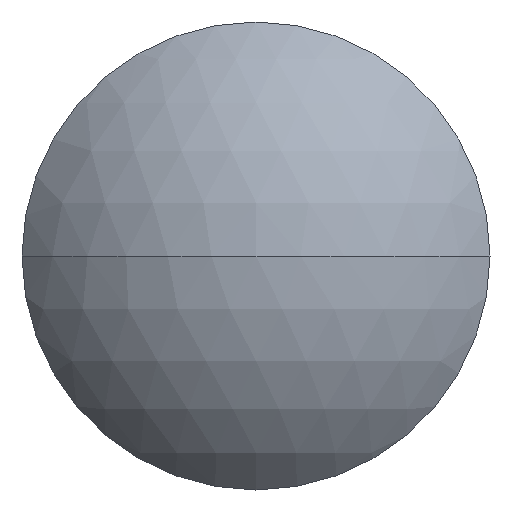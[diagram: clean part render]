
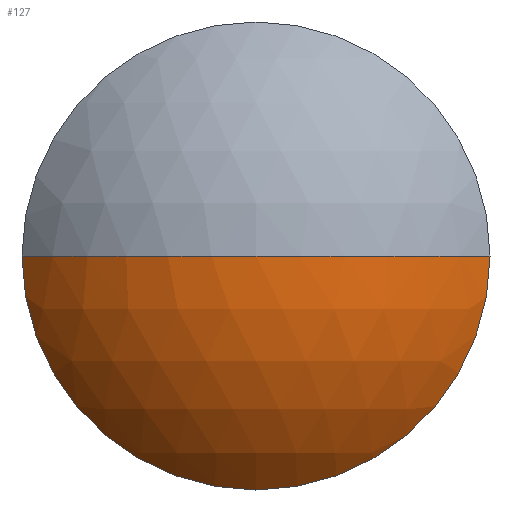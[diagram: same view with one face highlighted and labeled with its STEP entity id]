
A CAD part, left-side view. The second image highlights one B-rep face of the part: STEP entity #127.
In plain terms, the highlighted spherical face has radius 38.596 mm.
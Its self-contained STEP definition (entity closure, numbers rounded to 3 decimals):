
#16 = CARTESIAN_POINT ( 'NONE',  ( -17.5, 0., 0. ) ) ;
#17 = DIRECTION ( 'NONE',  ( 0., 1., 0. ) ) ;
#19 = AXIS2_PLACEMENT_3D ( 'NONE', #263, #315, #603 ) ;
#63 = AXIS2_PLACEMENT_3D ( 'NONE', #256, #523, #521 ) ;
#70 = SPHERICAL_SURFACE ( 'NONE', #380, 38.596 ) ;
#77 = ORIENTED_EDGE ( 'NONE', *, *, #487, .T. ) ;
#96 = CIRCLE ( 'NONE', #19, 38.596 ) ;
#115 = DIRECTION ( 'NONE',  ( 0., 0., -1. ) ) ;
#123 = CIRCLE ( 'NONE', #455, 38.596 ) ;
#127 = ADVANCED_FACE ( 'NONE', ( #211 ), #70, .T. ) ;
#152 = CARTESIAN_POINT ( 'NONE',  ( -3., -30.15, 0. ) ) ;
#182 = VERTEX_POINT ( 'NONE', #152 ) ;
#191 = DIRECTION ( 'NONE',  ( 0., 0., 1. ) ) ;
#209 = EDGE_CURVE ( 'NONE', #577, #592, #96, .T. ) ;
#211 = FACE_OUTER_BOUND ( 'NONE', #379, .T. ) ;
#216 = DIRECTION ( 'NONE',  ( 0., 0., -1. ) ) ;
#231 = EDGE_CURVE ( 'NONE', #182, #592, #123, .T. ) ;
#252 = ORIENTED_EDGE ( 'NONE', *, *, #231, .T. ) ;
#256 = CARTESIAN_POINT ( 'NONE',  ( -3., 0., 0. ) ) ;
#263 = CARTESIAN_POINT ( 'NONE',  ( 21.096, 0., 0. ) ) ;
#276 = DIRECTION ( 'NONE',  ( -1., 0., 0. ) ) ;
#283 = CARTESIAN_POINT ( 'NONE',  ( -3., 0., 0. ) ) ;
#308 = ORIENTED_EDGE ( 'NONE', *, *, #571, .T. ) ;
#310 = CARTESIAN_POINT ( 'NONE',  ( 21.096, 0., 0. ) ) ;
#315 = DIRECTION ( 'NONE',  ( 0., 0., 1. ) ) ;
#333 = AXIS2_PLACEMENT_3D ( 'NONE', #283, #276, #191 ) ;
#356 = DIRECTION ( 'NONE',  ( 0., 1., 0. ) ) ;
#379 = EDGE_LOOP ( 'NONE', ( #77, #308, #252, #464 ) ) ;
#380 = AXIS2_PLACEMENT_3D ( 'NONE', #310, #115, #17 ) ;
#384 = CARTESIAN_POINT ( 'NONE',  ( -3., 0., -30.15 ) ) ;
#455 = AXIS2_PLACEMENT_3D ( 'NONE', #501, #216, #356 ) ;
#464 = ORIENTED_EDGE ( 'NONE', *, *, #209, .F. ) ;
#487 = EDGE_CURVE ( 'NONE', #577, #589, #596, .T. ) ;
#501 = CARTESIAN_POINT ( 'NONE',  ( 21.096, 0., 0. ) ) ;
#521 = DIRECTION ( 'NONE',  ( 0., 0., 1. ) ) ;
#523 = DIRECTION ( 'NONE',  ( -1., 0., 0. ) ) ;
#529 = CARTESIAN_POINT ( 'NONE',  ( -3., 30.15, 0. ) ) ;
#559 = CIRCLE ( 'NONE', #63, 30.15 ) ;
#571 = EDGE_CURVE ( 'NONE', #589, #182, #559, .T. ) ;
#577 = VERTEX_POINT ( 'NONE', #529 ) ;
#589 = VERTEX_POINT ( 'NONE', #384 ) ;
#592 = VERTEX_POINT ( 'NONE', #16 ) ;
#596 = CIRCLE ( 'NONE', #333, 30.15 ) ;
#603 = DIRECTION ( 'NONE',  ( 1., 0., 0. ) ) ;
